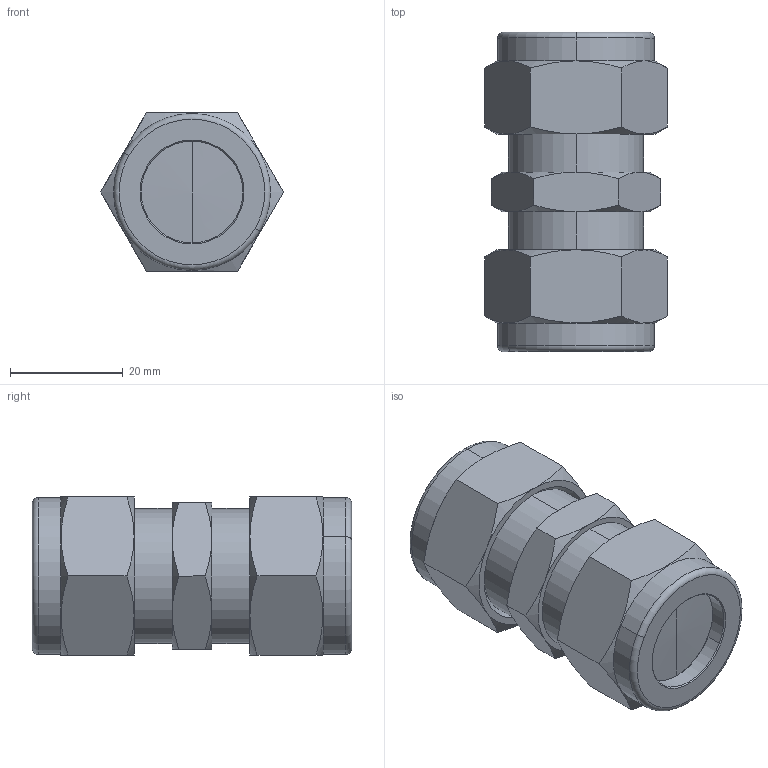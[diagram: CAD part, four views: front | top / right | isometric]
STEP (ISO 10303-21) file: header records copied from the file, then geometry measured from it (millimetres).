
FILE_DESCRIPTION (( 'STEP AP214' ), '1' );
FILE_NAME ('1046000009.step', '2013-02-25T17:15:22', ( '' ), ( '' ), 'SwSTEP 2.0', 'SolidWorks 2012', '' );
FILE_SCHEMA (( 'AUTOMOTIVE_DESIGN' ));
Length unit declared in the file: millimetre
Products named in the file (1): 1046000009
Bounding box: 32.33 x 56.5 x 28 mm (x, y, z)
Volume: 32093.3 mm3; surface area: 7385 mm2
Topology: 1 solids, 1 shells, 81 faces, 182 edges, 107 vertices
Faces by surface type: cone 40, plane 25, cylinder 12, torus 4
Entity records: 3433 total; most frequent: CARTESIAN_POINT 793, ORIENTED_EDGE 360, DIRECTION 350, EDGE_CURVE 180, AXIS2_PLACEMENT_3D 152, VERTEX_POINT 107, EDGE_LOOP 87, UNCERTAINTY_MEASURE_WITH_UNIT 84
